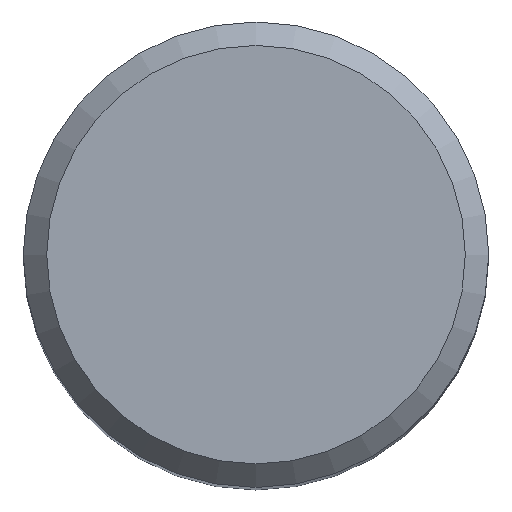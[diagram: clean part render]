
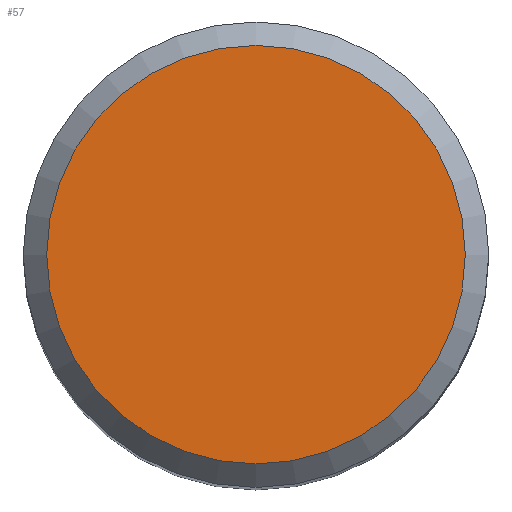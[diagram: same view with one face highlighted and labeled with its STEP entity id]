
A CAD part, top view. The second image highlights one B-rep face of the part: STEP entity #57.
In plain terms, the highlighted planar face has unit normal (0, 0, 1).
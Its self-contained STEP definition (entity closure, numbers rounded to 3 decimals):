
#44=PLANE('',#201);
#48=FACE_OUTER_BOUND('',#90,.T.);
#57=ADVANCED_FACE('',(#48),#44,.F.);
#90=EDGE_LOOP('',(#108));
#108=ORIENTED_EDGE('',*,*,#134,.T.);
#124=VERTEX_POINT('',#296);
#134=EDGE_CURVE('',#124,#124,#143,.T.);
#143=CIRCLE('',#200,7.138);
#200=AXIS2_PLACEMENT_3D('',#295,#235,#236);
#201=AXIS2_PLACEMENT_3D('',#297,#237,#238);
#235=DIRECTION('',(0.,0.,1.));
#236=DIRECTION('',(-1.,0.,0.));
#237=DIRECTION('',(0.,0.,-1.));
#238=DIRECTION('',(-1.,0.,0.));
#295=CARTESIAN_POINT('',(0.,0.,0.));
#296=CARTESIAN_POINT('',(-7.138,0.,0.));
#297=CARTESIAN_POINT('',(0.,7.938,0.));
